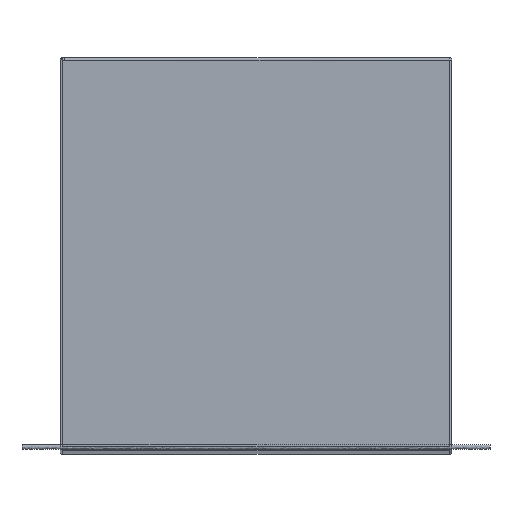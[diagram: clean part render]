
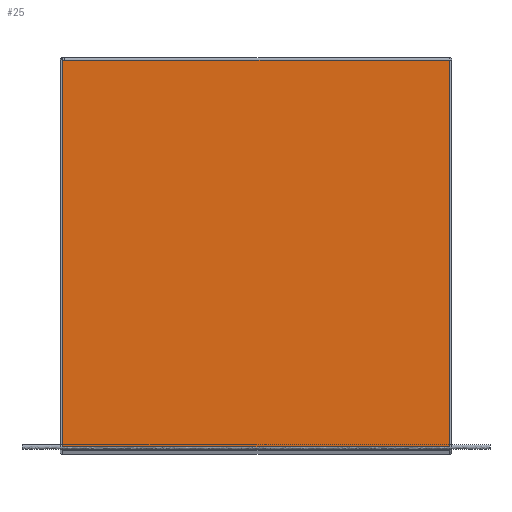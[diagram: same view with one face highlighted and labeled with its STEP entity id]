
A CAD part, top view. The second image highlights one B-rep face of the part: STEP entity #25.
In plain terms, the highlighted free-form (B-spline) face has degree [1, 1] with [2, 2] control points.
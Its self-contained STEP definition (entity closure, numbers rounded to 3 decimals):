
#25=ADVANCED_FACE('',(#143),#1919,.T.);
#143=FACE_OUTER_BOUND('',#261,.T.);
#261=EDGE_LOOP('',(#382,#383,#384,#385));
#382=ORIENTED_EDGE('',*,*,#1041,.T.);
#383=ORIENTED_EDGE('',*,*,#1042,.F.);
#384=ORIENTED_EDGE('',*,*,#1026,.T.);
#385=ORIENTED_EDGE('',*,*,#980,.T.);
#980=EDGE_CURVE('',#1635,#1608,#1397,.T.);
#1026=EDGE_CURVE('',#1637,#1635,#1421,.T.);
#1041=EDGE_CURVE('',#1608,#1609,#1430,.T.);
#1042=EDGE_CURVE('',#1637,#1609,#1431,.T.);
#1397=B_SPLINE_CURVE_WITH_KNOTS('',1,(#2898,#2899),.UNSPECIFIED.,.F.,.F.,
(2,2),(-128.409,0.),.UNSPECIFIED.);
#1421=B_SPLINE_CURVE_WITH_KNOTS('',1,(#3034,#3035),.UNSPECIFIED.,.F.,.F.,
(2,2),(0.,128.403),.UNSPECIFIED.);
#1430=B_SPLINE_CURVE_WITH_KNOTS('',1,(#3126,#3127,#3128),.UNSPECIFIED.,
 .F.,.F.,(2,1,2),(0.,0.006,128.412),
 .UNSPECIFIED.);
#1431=B_SPLINE_CURVE_WITH_KNOTS('',1,(#3129,#3130,#3131),.UNSPECIFIED.,
 .F.,.F.,(2,1,2),(-128.409,-0.002,0.),
 .UNSPECIFIED.);
#1608=VERTEX_POINT('',#2867);
#1609=VERTEX_POINT('',#2868);
#1635=VERTEX_POINT('',#2894);
#1637=VERTEX_POINT('',#2896);
#1919=B_SPLINE_SURFACE_WITH_KNOTS('',1,1,((#2139,#2140),(#2141,#2142)),
 .UNSPECIFIED.,.F.,.F.,.F.,(2,2),(2,2),(0.,128.412),(0.,128.409),
 .UNSPECIFIED.);
#2139=CARTESIAN_POINT('',(64.203,-64.206,138.188));
#2140=CARTESIAN_POINT('',(-64.206,-64.211,138.188));
#2141=CARTESIAN_POINT('',(64.2,64.206,138.188));
#2142=CARTESIAN_POINT('',(-64.206,64.2,138.188));
#2867=CARTESIAN_POINT('',(64.203,-64.206,138.188));
#2868=CARTESIAN_POINT('',(64.202,64.205,138.188));
#2894=CARTESIAN_POINT('',(-64.2,-64.206,138.188));
#2896=CARTESIAN_POINT('',(-64.205,64.202,138.188));
#2898=CARTESIAN_POINT('',(-64.2,-64.206,138.188));
#2899=CARTESIAN_POINT('',(64.203,-64.206,138.188));
#3034=CARTESIAN_POINT('',(-64.206,64.2,138.188));
#3035=CARTESIAN_POINT('',(-64.2,-64.206,138.188));
#3126=CARTESIAN_POINT('',(64.203,-64.206,138.188));
#3127=CARTESIAN_POINT('',(64.203,-64.2,138.188));
#3128=CARTESIAN_POINT('',(64.202,64.205,138.188));
#3129=CARTESIAN_POINT('',(-64.206,64.2,138.188));
#3130=CARTESIAN_POINT('',(64.2,64.205,138.188));
#3131=CARTESIAN_POINT('',(64.202,64.205,138.188));
